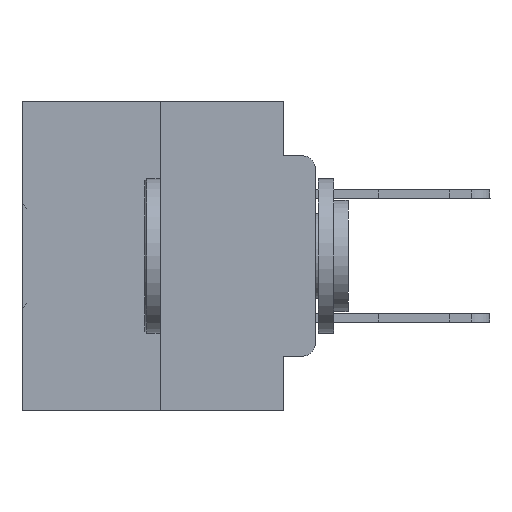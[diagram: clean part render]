
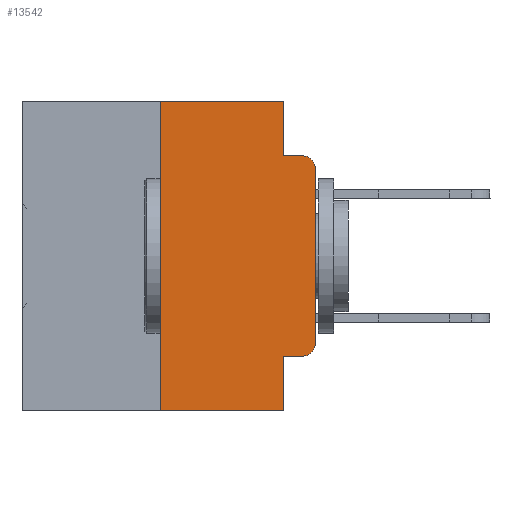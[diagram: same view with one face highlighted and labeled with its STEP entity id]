
A CAD part, left-side view. The second image highlights one B-rep face of the part: STEP entity #13542.
In plain terms, the highlighted planar face has unit normal (-1, 0, 0).
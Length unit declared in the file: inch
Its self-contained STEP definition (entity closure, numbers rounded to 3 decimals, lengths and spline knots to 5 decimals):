
#160 = CARTESIAN_POINT ( 'NONE',  ( 0., 0.051, -0.4115 ) ) ;
#228 = LINE ( 'NONE', #8331, #15973 ) ;
#241 = VECTOR ( 'NONE', #25119, 39.37008 ) ;
#1751 = LINE ( 'NONE', #17877, #23106 ) ;
#2202 = VECTOR ( 'NONE', #13506, 39.37008 ) ;
#2798 = LINE ( 'NONE', #8420, #2202 ) ;
#2926 = VERTEX_POINT ( 'NONE', #21741 ) ;
#3240 = CARTESIAN_POINT ( 'NONE',  ( 0., 0.02, -0.1085 ) ) ;
#4151 = EDGE_CURVE ( 'NONE', #9651, #15328, #1751, .T. ) ;
#5289 = ORIENTED_EDGE ( 'NONE', *, *, #18855, .T. ) ;
#5341 = EDGE_CURVE ( 'NONE', #20452, #9651, #13931, .T. ) ;
#5651 = CARTESIAN_POINT ( 'NONE',  ( 0., 0.051, -0.5 ) ) ;
#6390 = LINE ( 'NONE', #6741, #27822 ) ;
#6684 = FACE_OUTER_BOUND ( 'NONE', #23081, .T. ) ;
#6741 = CARTESIAN_POINT ( 'NONE',  ( 0., 0., 0. ) ) ;
#7343 = CARTESIAN_POINT ( 'NONE',  ( 0., 0.051, -0.4115 ) ) ;
#7401 = VECTOR ( 'NONE', #26486, 39.37008 ) ;
#7563 = DIRECTION ( 'NONE',  ( 0., -1., 0. ) ) ;
#7820 = ORIENTED_EDGE ( 'NONE', *, *, #5341, .F. ) ;
#7915 = DIRECTION ( 'NONE',  ( 0., -1., 0. ) ) ;
#8331 = CARTESIAN_POINT ( 'NONE',  ( 0., 0.473, -0.5 ) ) ;
#8420 = CARTESIAN_POINT ( 'NONE',  ( 0., 0.051, 0. ) ) ;
#9375 = CARTESIAN_POINT ( 'NONE',  ( 0., 0., -0.3915 ) ) ;
#9651 = VERTEX_POINT ( 'NONE', #11299 ) ;
#9717 = ORIENTED_EDGE ( 'NONE', *, *, #12757, .T. ) ;
#10460 = DIRECTION ( 'NONE',  ( 0., 0., -1. ) ) ;
#11299 = CARTESIAN_POINT ( 'NONE',  ( 0., 0.051, 0. ) ) ;
#12578 = EDGE_CURVE ( 'NONE', #2926, #20452, #25625, .T. ) ;
#12757 = EDGE_CURVE ( 'NONE', #2926, #13230, #228, .T. ) ;
#13096 = DIRECTION ( 'NONE',  ( 0., 0., -1. ) ) ;
#13230 = VERTEX_POINT ( 'NONE', #5651 ) ;
#13401 = CIRCLE ( 'NONE', #15646, 0.02 ) ;
#13470 = CARTESIAN_POINT ( 'NONE',  ( 0., 0.051, -0.0885 ) ) ;
#13506 = DIRECTION ( 'NONE',  ( 0., 0., -1. ) ) ;
#13542 = ADVANCED_FACE ( 'NONE', ( #6684 ), #17370, .F. ) ;
#13931 = LINE ( 'NONE', #15881, #7401 ) ;
#14459 = ORIENTED_EDGE ( 'NONE', *, *, #12578, .F. ) ;
#15328 = VERTEX_POINT ( 'NONE', #24487 ) ;
#15646 = AXIS2_PLACEMENT_3D ( 'NONE', #3240, #23892, #10460 ) ;
#15881 = CARTESIAN_POINT ( 'NONE',  ( 0., 0.473, 0. ) ) ;
#15973 = VECTOR ( 'NONE', #19166, 39.37008 ) ;
#17365 = DIRECTION ( 'NONE',  ( 0., 0., -1. ) ) ;
#17370 = PLANE ( 'NONE',  #19343 ) ;
#17640 = EDGE_CURVE ( 'NONE', #21443, #21072, #6390, .T. ) ;
#17877 = CARTESIAN_POINT ( 'NONE',  ( 0., 0.051, 0. ) ) ;
#17886 = CARTESIAN_POINT ( 'NONE',  ( 0., 0.02, -0.4115 ) ) ;
#18245 = AXIS2_PLACEMENT_3D ( 'NONE', #29502, #32136, #13096 ) ;
#18534 = DIRECTION ( 'NONE',  ( 1., 0., 0. ) ) ;
#18654 = VERTEX_POINT ( 'NONE', #17886 ) ;
#18854 = EDGE_CURVE ( 'NONE', #19191, #13230, #2798, .T. ) ;
#18855 = EDGE_CURVE ( 'NONE', #19191, #18654, #24153, .T. ) ;
#19166 = DIRECTION ( 'NONE',  ( 0., -1., 0. ) ) ;
#19191 = VERTEX_POINT ( 'NONE', #7343 ) ;
#19343 = AXIS2_PLACEMENT_3D ( 'NONE', #27999, #18534, #23234 ) ;
#19355 = DIRECTION ( 'NONE',  ( 0., 0., 1. ) ) ;
#19576 = ORIENTED_EDGE ( 'NONE', *, *, #32888, .T. ) ;
#20114 = VECTOR ( 'NONE', #7915, 39.37008 ) ;
#20452 = VERTEX_POINT ( 'NONE', #30318 ) ;
#20682 = LINE ( 'NONE', #13470, #27993 ) ;
#20697 = EDGE_CURVE ( 'NONE', #15328, #34336, #20682, .T. ) ;
#21072 = VERTEX_POINT ( 'NONE', #23726 ) ;
#21443 = VERTEX_POINT ( 'NONE', #9375 ) ;
#21571 = ORIENTED_EDGE ( 'NONE', *, *, #18854, .F. ) ;
#21710 = ORIENTED_EDGE ( 'NONE', *, *, #28294, .T. ) ;
#21741 = CARTESIAN_POINT ( 'NONE',  ( 0., 0.25, -0.5 ) ) ;
#23081 = EDGE_LOOP ( 'NONE', ( #26524, #19576, #27280, #23267, #7820, #14459, #9717, #21571, #5289, #21710 ) ) ;
#23106 = VECTOR ( 'NONE', #17365, 39.37008 ) ;
#23234 = DIRECTION ( 'NONE',  ( 0., 0., -1. ) ) ;
#23267 = ORIENTED_EDGE ( 'NONE', *, *, #4151, .F. ) ;
#23726 = CARTESIAN_POINT ( 'NONE',  ( 0., 0., -0.1085 ) ) ;
#23892 = DIRECTION ( 'NONE',  ( -1., 0., 0. ) ) ;
#24153 = LINE ( 'NONE', #160, #20114 ) ;
#24487 = CARTESIAN_POINT ( 'NONE',  ( 0., 0.051, -0.0885 ) ) ;
#25119 = DIRECTION ( 'NONE',  ( 0., 0., 1. ) ) ;
#25283 = CARTESIAN_POINT ( 'NONE',  ( 0., 0.25, 0. ) ) ;
#25474 = CIRCLE ( 'NONE', #18245, 0.02 ) ;
#25625 = LINE ( 'NONE', #25283, #241 ) ;
#26486 = DIRECTION ( 'NONE',  ( 0., -1., 0. ) ) ;
#26524 = ORIENTED_EDGE ( 'NONE', *, *, #17640, .T. ) ;
#27280 = ORIENTED_EDGE ( 'NONE', *, *, #20697, .F. ) ;
#27822 = VECTOR ( 'NONE', #19355, 39.37008 ) ;
#27993 = VECTOR ( 'NONE', #7563, 39.37008 ) ;
#27999 = CARTESIAN_POINT ( 'NONE',  ( 0., 0.473, 0. ) ) ;
#28294 = EDGE_CURVE ( 'NONE', #18654, #21443, #25474, .T. ) ;
#28926 = CARTESIAN_POINT ( 'NONE',  ( 0., 0.02, -0.0885 ) ) ;
#29502 = CARTESIAN_POINT ( 'NONE',  ( 0., 0.02, -0.3915 ) ) ;
#30318 = CARTESIAN_POINT ( 'NONE',  ( 0., 0.25, 0. ) ) ;
#32136 = DIRECTION ( 'NONE',  ( -1., 0., 0. ) ) ;
#32888 = EDGE_CURVE ( 'NONE', #21072, #34336, #13401, .T. ) ;
#34336 = VERTEX_POINT ( 'NONE', #28926 ) ;
